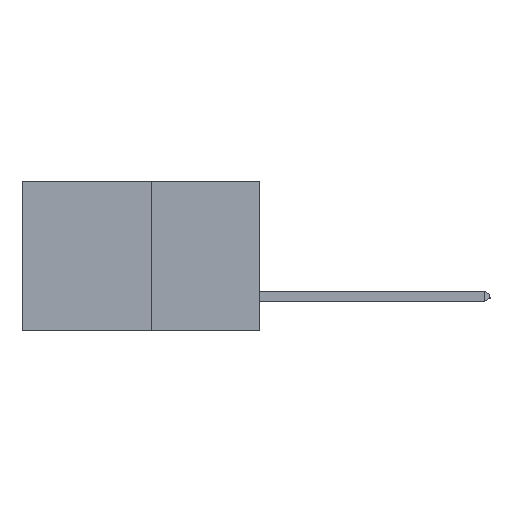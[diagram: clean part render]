
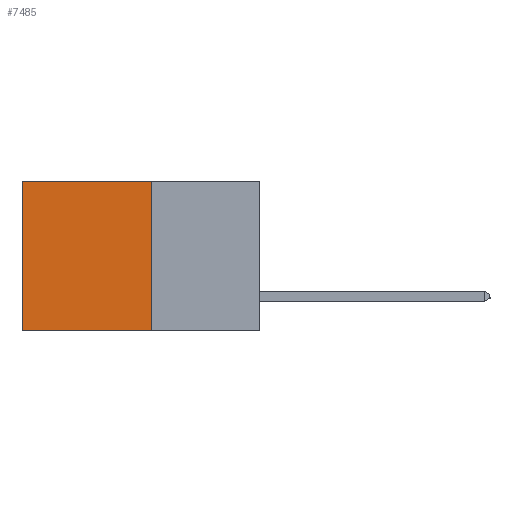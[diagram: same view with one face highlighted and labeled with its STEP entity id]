
A CAD part, left-side view. The second image highlights one B-rep face of the part: STEP entity #7485.
In plain terms, the highlighted planar face has unit normal (-1, 0, 0).
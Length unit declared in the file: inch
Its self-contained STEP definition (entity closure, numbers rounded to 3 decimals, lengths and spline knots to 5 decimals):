
#130 = LINE ( 'NONE', #2395, #6263 ) ;
#1090 = CARTESIAN_POINT ( 'NONE',  ( 0.277, 0.59, -0.37 ) ) ;
#1272 = EDGE_CURVE ( 'NONE', #11092, #11209, #130, .T. ) ;
#1613 = LINE ( 'NONE', #11694, #6380 ) ;
#1686 = EDGE_CURVE ( 'NONE', #6480, #11092, #1613, .T. ) ;
#1981 = VERTEX_POINT ( 'NONE', #7747 ) ;
#2028 = ORIENTED_EDGE ( 'NONE', *, *, #6546, .F. ) ;
#2395 = CARTESIAN_POINT ( 'NONE',  ( 0.277, 0.59, -0.37 ) ) ;
#2764 = EDGE_CURVE ( 'NONE', #1981, #11209, #4156, .T. ) ;
#3004 = CARTESIAN_POINT ( 'NONE',  ( 0.277, 0.27, -0.37 ) ) ;
#3454 = LINE ( 'NONE', #11992, #3743 ) ;
#3743 = VECTOR ( 'NONE', #12005, 39.37008 ) ;
#3978 = DIRECTION ( 'NONE',  ( 0., 0., -1. ) ) ;
#4156 = LINE ( 'NONE', #7652, #8784 ) ;
#4174 = FACE_OUTER_BOUND ( 'NONE', #5480, .T. ) ;
#5011 = DIRECTION ( 'NONE',  ( 0., 0., -1. ) ) ;
#5480 = EDGE_LOOP ( 'NONE', ( #11373, #11653, #2028, #9531 ) ) ;
#6249 = DIRECTION ( 'NONE',  ( 0., 1., 0. ) ) ;
#6263 = VECTOR ( 'NONE', #5011, 39.37008 ) ;
#6380 = VECTOR ( 'NONE', #11710, 39.37008 ) ;
#6480 = VERTEX_POINT ( 'NONE', #6885 ) ;
#6546 = EDGE_CURVE ( 'NONE', #6480, #1981, #3454, .T. ) ;
#6885 = CARTESIAN_POINT ( 'NONE',  ( 0.277, 0.27, 0. ) ) ;
#7485 = ADVANCED_FACE ( 'NONE', ( #4174 ), #10461, .F. ) ;
#7652 = CARTESIAN_POINT ( 'NONE',  ( 0.277, 0.27, -0.37 ) ) ;
#7747 = CARTESIAN_POINT ( 'NONE',  ( 0.277, 0.27, -0.37 ) ) ;
#7998 = AXIS2_PLACEMENT_3D ( 'NONE', #3004, #9538, #3978 ) ;
#8784 = VECTOR ( 'NONE', #6249, 39.37008 ) ;
#9531 = ORIENTED_EDGE ( 'NONE', *, *, #1686, .T. ) ;
#9538 = DIRECTION ( 'NONE',  ( 1., 0., 0. ) ) ;
#10376 = CARTESIAN_POINT ( 'NONE',  ( 0.277, 0.59, 0. ) ) ;
#10461 = PLANE ( 'NONE',  #7998 ) ;
#11092 = VERTEX_POINT ( 'NONE', #10376 ) ;
#11209 = VERTEX_POINT ( 'NONE', #1090 ) ;
#11373 = ORIENTED_EDGE ( 'NONE', *, *, #1272, .T. ) ;
#11653 = ORIENTED_EDGE ( 'NONE', *, *, #2764, .F. ) ;
#11694 = CARTESIAN_POINT ( 'NONE',  ( 0.277, 0.27, 0. ) ) ;
#11710 = DIRECTION ( 'NONE',  ( 0., 1., 0. ) ) ;
#11992 = CARTESIAN_POINT ( 'NONE',  ( 0.277, 0.27, -0.37 ) ) ;
#12005 = DIRECTION ( 'NONE',  ( 0., 0., -1. ) ) ;
